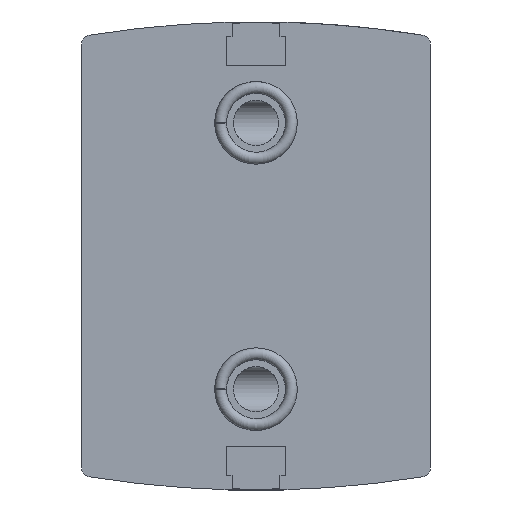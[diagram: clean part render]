
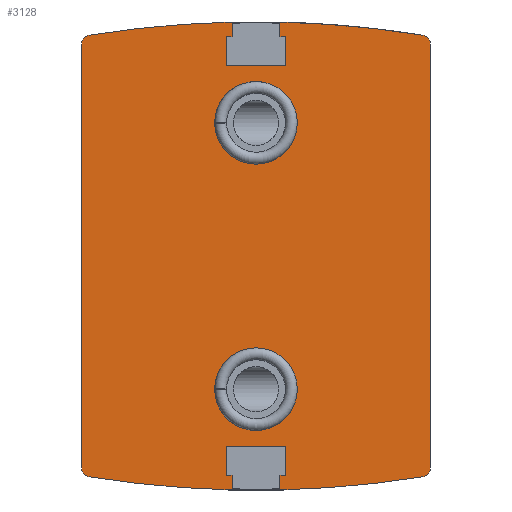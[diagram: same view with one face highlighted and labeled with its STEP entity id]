
A CAD part, front view. The second image highlights one B-rep face of the part: STEP entity #3128.
In plain terms, the highlighted planar face has unit normal (0, -1, 0).
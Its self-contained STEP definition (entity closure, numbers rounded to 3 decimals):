
#73=PLANE('',#3343);
#194=LINE('',#4531,#387);
#199=LINE('',#4549,#392);
#203=LINE('',#4557,#396);
#206=LINE('',#4563,#399);
#209=LINE('',#4569,#402);
#212=LINE('',#4575,#405);
#215=LINE('',#4581,#408);
#218=LINE('',#4587,#411);
#221=LINE('',#4598,#414);
#225=LINE('',#4610,#418);
#228=LINE('',#4616,#421);
#231=LINE('',#4622,#424);
#234=LINE('',#4628,#427);
#237=LINE('',#4634,#430);
#240=LINE('',#4640,#433);
#243=LINE('',#4646,#436);
#387=VECTOR('',#3675,1000.);
#392=VECTOR('',#3694,1000.);
#396=VECTOR('',#3700,1000.);
#399=VECTOR('',#3705,1000.);
#402=VECTOR('',#3710,1000.);
#405=VECTOR('',#3715,1000.);
#408=VECTOR('',#3720,1000.);
#411=VECTOR('',#3725,1000.);
#414=VECTOR('',#3738,1000.);
#418=VECTOR('',#3752,1000.);
#421=VECTOR('',#3757,1000.);
#424=VECTOR('',#3762,1000.);
#427=VECTOR('',#3767,1000.);
#430=VECTOR('',#3772,1000.);
#433=VECTOR('',#3777,1000.);
#436=VECTOR('',#3782,1000.);
#786=ORIENTED_EDGE('',*,*,#1400,.F.);
#787=ORIENTED_EDGE('',*,*,#1401,.F.);
#788=ORIENTED_EDGE('',*,*,#1325,.F.);
#789=ORIENTED_EDGE('',*,*,#1393,.F.);
#790=ORIENTED_EDGE('',*,*,#1389,.F.);
#791=ORIENTED_EDGE('',*,*,#1386,.F.);
#792=ORIENTED_EDGE('',*,*,#1383,.F.);
#793=ORIENTED_EDGE('',*,*,#1380,.F.);
#794=ORIENTED_EDGE('',*,*,#1377,.F.);
#795=ORIENTED_EDGE('',*,*,#1374,.F.);
#796=ORIENTED_EDGE('',*,*,#1371,.F.);
#797=ORIENTED_EDGE('',*,*,#1369,.F.);
#798=ORIENTED_EDGE('',*,*,#1367,.F.);
#799=ORIENTED_EDGE('',*,*,#1365,.F.);
#800=ORIENTED_EDGE('',*,*,#1361,.F.);
#801=ORIENTED_EDGE('',*,*,#1244,.F.);
#802=ORIENTED_EDGE('',*,*,#1359,.F.);
#803=ORIENTED_EDGE('',*,*,#1356,.F.);
#804=ORIENTED_EDGE('',*,*,#1353,.F.);
#805=ORIENTED_EDGE('',*,*,#1350,.F.);
#806=ORIENTED_EDGE('',*,*,#1347,.F.);
#807=ORIENTED_EDGE('',*,*,#1344,.F.);
#808=ORIENTED_EDGE('',*,*,#1340,.F.);
#809=ORIENTED_EDGE('',*,*,#1337,.F.);
#810=ORIENTED_EDGE('',*,*,#1334,.F.);
#811=ORIENTED_EDGE('',*,*,#1331,.F.);
#1244=EDGE_CURVE('',#1585,#1586,#1817,.T.);
#1325=EDGE_CURVE('',#1647,#1648,#1846,.T.);
#1331=EDGE_CURVE('',#1648,#1653,#194,.T.);
#1334=EDGE_CURVE('',#1653,#1655,#1850,.T.);
#1337=EDGE_CURVE('',#1655,#1657,#1852,.T.);
#1340=EDGE_CURVE('',#1657,#1659,#199,.T.);
#1344=EDGE_CURVE('',#1659,#1662,#203,.T.);
#1347=EDGE_CURVE('',#1662,#1664,#206,.T.);
#1350=EDGE_CURVE('',#1664,#1666,#209,.T.);
#1353=EDGE_CURVE('',#1666,#1668,#212,.T.);
#1356=EDGE_CURVE('',#1668,#1670,#215,.T.);
#1359=EDGE_CURVE('',#1670,#1585,#218,.T.);
#1361=EDGE_CURVE('',#1586,#1672,#1854,.T.);
#1365=EDGE_CURVE('',#1672,#1675,#221,.T.);
#1367=EDGE_CURVE('',#1675,#1676,#1857,.T.);
#1369=EDGE_CURVE('',#1676,#1677,#1858,.T.);
#1371=EDGE_CURVE('',#1677,#1678,#225,.T.);
#1374=EDGE_CURVE('',#1678,#1680,#228,.T.);
#1377=EDGE_CURVE('',#1680,#1682,#231,.T.);
#1380=EDGE_CURVE('',#1682,#1684,#234,.T.);
#1383=EDGE_CURVE('',#1684,#1686,#237,.T.);
#1386=EDGE_CURVE('',#1686,#1688,#240,.T.);
#1389=EDGE_CURVE('',#1688,#1690,#243,.T.);
#1393=EDGE_CURVE('',#1690,#1647,#1859,.T.);
#1400=EDGE_CURVE('',#1697,#1697,#1865,.T.);
#1401=EDGE_CURVE('',#1698,#1698,#1866,.T.);
#1585=VERTEX_POINT('',#4275);
#1586=VERTEX_POINT('',#4276);
#1647=VERTEX_POINT('',#4519);
#1648=VERTEX_POINT('',#4520);
#1653=VERTEX_POINT('',#4532);
#1655=VERTEX_POINT('',#4538);
#1657=VERTEX_POINT('',#4544);
#1659=VERTEX_POINT('',#4550);
#1662=VERTEX_POINT('',#4558);
#1664=VERTEX_POINT('',#4564);
#1666=VERTEX_POINT('',#4570);
#1668=VERTEX_POINT('',#4576);
#1670=VERTEX_POINT('',#4582);
#1672=VERTEX_POINT('',#4591);
#1675=VERTEX_POINT('',#4599);
#1676=VERTEX_POINT('',#4603);
#1677=VERTEX_POINT('',#4607);
#1678=VERTEX_POINT('',#4611);
#1680=VERTEX_POINT('',#4617);
#1682=VERTEX_POINT('',#4623);
#1684=VERTEX_POINT('',#4629);
#1686=VERTEX_POINT('',#4635);
#1688=VERTEX_POINT('',#4641);
#1690=VERTEX_POINT('',#4647);
#1697=VERTEX_POINT('',#4668);
#1698=VERTEX_POINT('',#4670);
#1817=CIRCLE('',#3253,114.);
#1846=CIRCLE('',#3301,0.99);
#1850=CIRCLE('',#3307,0.99);
#1852=CIRCLE('',#3310,114.);
#1854=CIRCLE('',#3320,0.99);
#1857=CIRCLE('',#3325,0.99);
#1858=CIRCLE('',#3327,114.);
#1859=CIRCLE('',#3336,114.);
#1865=CIRCLE('',#3344,4.5);
#1866=CIRCLE('',#3345,4.5);
#1982=EDGE_LOOP('',(#786));
#1983=EDGE_LOOP('',(#787));
#1984=EDGE_LOOP('',(#788,#789,#790,#791,#792,#793,#794,#795,#796,#797,#798,
#799,#800,#801,#802,#803,#804,#805,#806,#807,#808,#809,#810,#811));
#2171=FACE_BOUND('',#1982,.T.);
#2172=FACE_BOUND('',#1983,.T.);
#2173=FACE_BOUND('',#1984,.T.);
#3128=ADVANCED_FACE('',(#2171,#2172,#2173),#73,.F.);
#3253=AXIS2_PLACEMENT_3D('',#4274,#3536,#3537);
#3301=AXIS2_PLACEMENT_3D('',#4518,#3663,#3664);
#3307=AXIS2_PLACEMENT_3D('',#4537,#3680,#3681);
#3310=AXIS2_PLACEMENT_3D('',#4543,#3687,#3688);
#3320=AXIS2_PLACEMENT_3D('',#4590,#3729,#3730);
#3325=AXIS2_PLACEMENT_3D('',#4602,#3742,#3743);
#3327=AXIS2_PLACEMENT_3D('',#4606,#3747,#3748);
#3336=AXIS2_PLACEMENT_3D('',#4654,#3788,#3789);
#3343=AXIS2_PLACEMENT_3D('',#4666,#3803,#3804);
#3344=AXIS2_PLACEMENT_3D('',#4667,#3805,#3806);
#3345=AXIS2_PLACEMENT_3D('',#4669,#3807,#3808);
#3536=DIRECTION('',(0.,1.,0.));
#3537=DIRECTION('',(1.,0.,0.));
#3663=DIRECTION('',(0.,1.,0.));
#3664=DIRECTION('',(1.,0.,0.));
#3675=DIRECTION('',(0.,0.,1.));
#3680=DIRECTION('',(0.,1.,0.));
#3681=DIRECTION('',(1.,0.,0.));
#3687=DIRECTION('',(0.,1.,0.));
#3688=DIRECTION('',(1.,0.,0.));
#3694=DIRECTION('',(0.,0.,-1.));
#3700=DIRECTION('',(-1.,0.,0.));
#3705=DIRECTION('',(0.,0.,-1.));
#3710=DIRECTION('',(1.,0.,0.));
#3715=DIRECTION('',(0.,0.,1.));
#3720=DIRECTION('',(-1.,0.,0.));
#3725=DIRECTION('',(0.,0.,1.));
#3729=DIRECTION('',(0.,1.,0.));
#3730=DIRECTION('',(1.,0.,0.));
#3738=DIRECTION('',(0.,0.,-1.));
#3742=DIRECTION('',(0.,1.,0.));
#3743=DIRECTION('',(1.,0.,0.));
#3747=DIRECTION('',(0.,1.,0.));
#3748=DIRECTION('',(1.,0.,0.));
#3752=DIRECTION('',(0.,0.,1.));
#3757=DIRECTION('',(1.,0.,0.));
#3762=DIRECTION('',(0.,0.,1.));
#3767=DIRECTION('',(-1.,0.,0.));
#3772=DIRECTION('',(0.,0.,-1.));
#3777=DIRECTION('',(1.,0.,0.));
#3782=DIRECTION('',(0.,0.,-1.));
#3788=DIRECTION('',(0.,1.,0.));
#3789=DIRECTION('',(1.,0.,0.));
#3803=DIRECTION('',(0.,1.,0.));
#3804=DIRECTION('',(0.,0.,1.));
#3805=DIRECTION('',(0.,-1.,0.));
#3806=DIRECTION('',(0.,0.,-1.));
#3807=DIRECTION('',(0.,-1.,0.));
#3808=DIRECTION('',(0.,0.,-1.));
#4274=CARTESIAN_POINT('',(0.,0.,-88.5));
#4275=CARTESIAN_POINT('',(2.6,0.,25.47));
#4276=CARTESIAN_POINT('',(18.168,0.,24.043));
#4518=CARTESIAN_POINT('',(-18.01,0.,-23.066));
#4519=CARTESIAN_POINT('',(-18.168,0.,-24.043));
#4520=CARTESIAN_POINT('',(-19.,0.,-23.066));
#4531=CARTESIAN_POINT('',(-19.,0.,-23.066));
#4532=CARTESIAN_POINT('',(-19.,0.,23.066));
#4537=CARTESIAN_POINT('',(-18.01,0.,23.066));
#4538=CARTESIAN_POINT('',(-18.168,0.,24.043));
#4543=CARTESIAN_POINT('',(0.,0.,-88.5));
#4544=CARTESIAN_POINT('',(-2.6,0.,25.47));
#4549=CARTESIAN_POINT('',(-2.6,0.,25.47));
#4550=CARTESIAN_POINT('',(-2.6,0.,23.9));
#4557=CARTESIAN_POINT('',(-2.6,0.,23.9));
#4558=CARTESIAN_POINT('',(-3.25,0.,23.9));
#4563=CARTESIAN_POINT('',(-3.25,0.,23.9));
#4564=CARTESIAN_POINT('',(-3.25,0.,20.7));
#4569=CARTESIAN_POINT('',(-3.25,0.,20.7));
#4570=CARTESIAN_POINT('',(3.25,0.,20.7));
#4575=CARTESIAN_POINT('',(3.25,0.,20.7));
#4576=CARTESIAN_POINT('',(3.25,0.,23.9));
#4581=CARTESIAN_POINT('',(3.25,0.,23.9));
#4582=CARTESIAN_POINT('',(2.6,0.,23.9));
#4587=CARTESIAN_POINT('',(2.6,0.,23.9));
#4590=CARTESIAN_POINT('',(18.01,0.,23.066));
#4591=CARTESIAN_POINT('',(19.,0.,23.066));
#4598=CARTESIAN_POINT('',(19.,0.,23.066));
#4599=CARTESIAN_POINT('',(19.,0.,-23.066));
#4602=CARTESIAN_POINT('',(18.01,0.,-23.066));
#4603=CARTESIAN_POINT('',(18.168,0.,-24.043));
#4606=CARTESIAN_POINT('',(0.,0.,88.5));
#4607=CARTESIAN_POINT('',(2.6,0.,-25.47));
#4610=CARTESIAN_POINT('',(2.6,0.,-25.47));
#4611=CARTESIAN_POINT('',(2.6,0.,-23.9));
#4616=CARTESIAN_POINT('',(2.6,0.,-23.9));
#4617=CARTESIAN_POINT('',(3.25,0.,-23.9));
#4622=CARTESIAN_POINT('',(3.25,0.,-23.9));
#4623=CARTESIAN_POINT('',(3.25,0.,-20.7));
#4628=CARTESIAN_POINT('',(3.25,0.,-20.7));
#4629=CARTESIAN_POINT('',(-3.25,0.,-20.7));
#4634=CARTESIAN_POINT('',(-3.25,0.,-20.7));
#4635=CARTESIAN_POINT('',(-3.25,0.,-23.9));
#4640=CARTESIAN_POINT('',(-3.25,0.,-23.9));
#4641=CARTESIAN_POINT('',(-2.6,0.,-23.9));
#4646=CARTESIAN_POINT('',(-2.6,0.,-23.9));
#4647=CARTESIAN_POINT('',(-2.6,0.,-25.47));
#4654=CARTESIAN_POINT('',(0.,0.,88.5));
#4666=CARTESIAN_POINT('',(-18.01,0.,-23.066));
#4667=CARTESIAN_POINT('',(0.,0.,-14.5));
#4668=CARTESIAN_POINT('',(0.,0.,-19.));
#4669=CARTESIAN_POINT('',(0.,0.,14.5));
#4670=CARTESIAN_POINT('',(0.,0.,10.));
